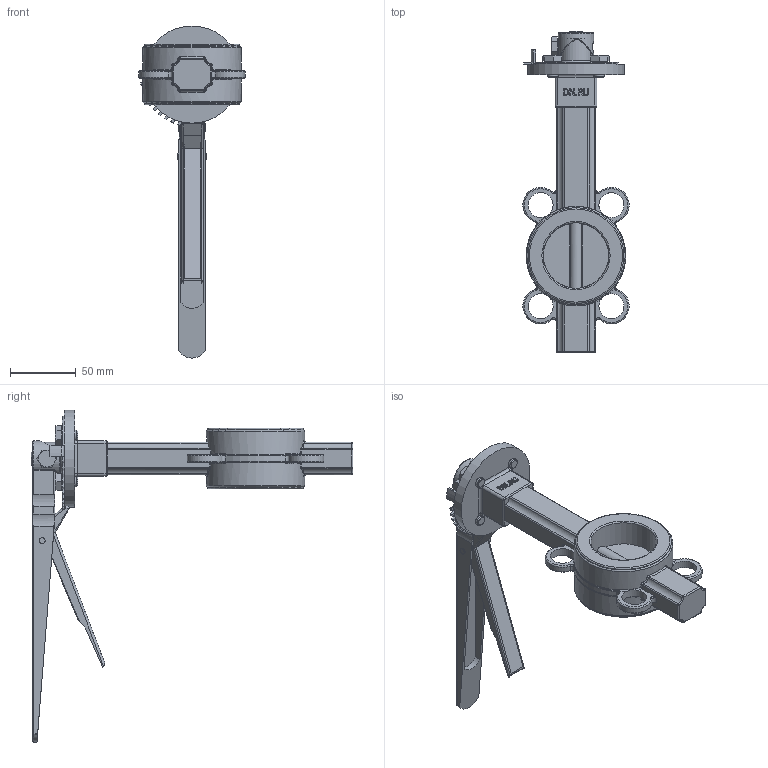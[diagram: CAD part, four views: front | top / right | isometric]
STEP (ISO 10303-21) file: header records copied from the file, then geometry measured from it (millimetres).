
FILE_DESCRIPTION(/* description */ (''),/* implementation_level */ '2;1');
FILE_NAME(/* name */ 'DN40(9X9)_3D_STEP.stp',/* time_stamp */ '2025-11-30T13:51:01+03:00',/* author */ ('igorr'),/* organization */ (''),/* preprocessor_version */ 'ST-DEVELOPER v20',/* originating_system */ 'Autodesk Inventor 2025',/* authorisation */ '');
FILE_SCHEMA (('AUTOMOTIVE_DESIGN { 1 0 10303 214 3 1 1 }'));
Length unit declared in the file: millimetre
Products named in the file (7): Сборка; Деталь; Сборка1; Деталь3; Деталь4; Деталь5; AS 1110 - M8 x 12
Assembly tree (10 placements, depth 3):
  Сборка
    Деталь
    Сборка1
      Деталь3
      Деталь4
      Деталь5
      AS 1110 - M8 x 12
    AS 1110 - M8 x 12  x4
Bounding box: 80.86 x 245 x 253 mm (x, y, z)
Volume: 302307.4 mm3; surface area: 96953.8 mm2
Topology: 9 solids, 9 shells, 675 faces, 1748 edges, 1089 vertices
Faces by surface type: plane 264, cylinder 214, torus 79, bspline 71, cone 37, sphere 10
Full cylindrical faces by diameter (mm): 2.7 x1, 4.5 x5, 8 x9, 9 x2, 10 x1, 13 x5, 19 x4, 24.648 x1, 25.2 x1, 27 x1, 50 x1, 73 x2, 74 x1, 75 x2
Entity records: 21197 total; most frequent: CARTESIAN_POINT 6052, ORIENTED_EDGE 3072, DIRECTION 2956, EDGE_CURVE 1536, AXIS2_PLACEMENT_3D 1127, VERTEX_POINT 969, LINE 702, VECTOR 702
